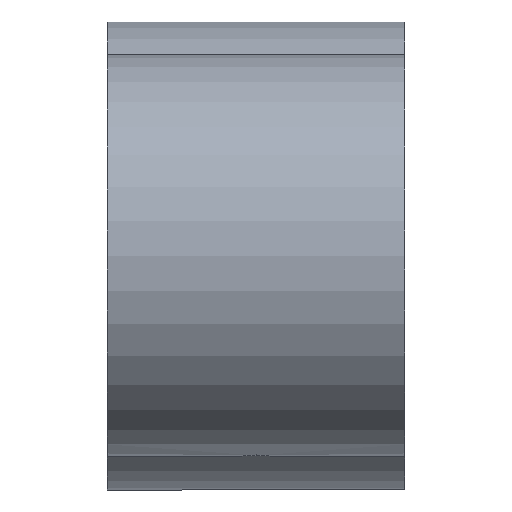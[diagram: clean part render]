
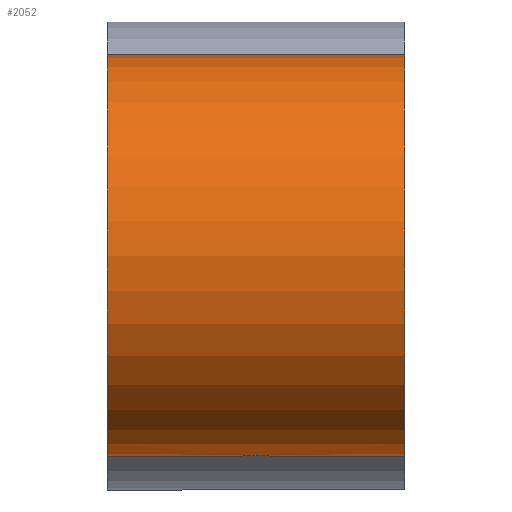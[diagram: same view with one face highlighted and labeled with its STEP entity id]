
A CAD part, left-side view. The second image highlights one B-rep face of the part: STEP entity #2052.
In plain terms, the highlighted cylindrical face has radius 17.145 mm (diameter 34.29 mm), a partial arc.
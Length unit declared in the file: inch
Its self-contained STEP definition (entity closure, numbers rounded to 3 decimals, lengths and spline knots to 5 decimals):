
#4 = VERTEX_POINT ( 'NONE', #530 ) ;
#36 = VERTEX_POINT ( 'NONE', #2229 ) ;
#71 = VERTEX_POINT ( 'NONE', #1481 ) ;
#110 = EDGE_CURVE ( 'NONE', #36, #672, #2396, .T. ) ;
#124 = CARTESIAN_POINT ( 'NONE',  ( -2.77192, 0.56452, -0.67466 ) ) ;
#143 = ORIENTED_EDGE ( 'NONE', *, *, #2020, .F. ) ;
#154 = EDGE_CURVE ( 'NONE', #929, #71, #1036, .T. ) ;
#177 = CARTESIAN_POINT ( 'NONE',  ( -2.81756, 0.49108, -0.67161 ) ) ;
#236 = DIRECTION ( 'NONE',  ( 0., 1., 0. ) ) ;
#317 = CARTESIAN_POINT ( 'NONE',  ( -2.75449, 0.568, -0.675 ) ) ;
#324 = CARTESIAN_POINT ( 'NONE',  ( -2.81619, 0.51791, -0.67176 ) ) ;
#345 = CARTESIAN_POINT ( 'NONE',  ( -2.75, 1., -0.675 ) ) ;
#374 = CARTESIAN_POINT ( 'NONE',  ( -2.818, 0.5, -0.67157 ) ) ;
#395 = DIRECTION ( 'NONE',  ( 0., -1., 0. ) ) ;
#419 = CARTESIAN_POINT ( 'NONE',  ( -2.75, 0.432, -0.675 ) ) ;
#426 = DIRECTION ( 'NONE',  ( 0., -1., 0. ) ) ;
#460 = ORIENTED_EDGE ( 'NONE', *, *, #110, .T. ) ;
#501 = ORIENTED_EDGE ( 'NONE', *, *, #2105, .T. ) ;
#530 = CARTESIAN_POINT ( 'NONE',  ( -2.75, 1., 0.675 ) ) ;
#564 = CARTESIAN_POINT ( 'NONE',  ( -2.80407, 0.45853, -0.67284 ) ) ;
#630 = CARTESIAN_POINT ( 'NONE',  ( -2.75, 1., 0. ) ) ;
#670 = CIRCLE ( 'NONE', #1510, 0.675 ) ;
#672 = VERTEX_POINT ( 'NONE', #1844 ) ;
#714 = CARTESIAN_POINT ( 'NONE',  ( -2.818, 0.50899, -0.67157 ) ) ;
#717 = DIRECTION ( 'NONE',  ( 0., 1., 0. ) ) ;
#734 = EDGE_CURVE ( 'NONE', #2039, #929, #1183, .T. ) ;
#819 = DIRECTION ( 'NONE',  ( 0., -1., 0. ) ) ;
#826 = VECTOR ( 'NONE', #426, 39.37008 ) ;
#893 = CARTESIAN_POINT ( 'NONE',  ( -2.78015, 0.56111, -0.67434 ) ) ;
#913 = CARTESIAN_POINT ( 'NONE',  ( -2.75891, 0.56756, -0.67496 ) ) ;
#929 = VERTEX_POINT ( 'NONE', #1454 ) ;
#952 = CARTESIAN_POINT ( 'NONE',  ( -2.8012, 0.45503, -0.67306 ) ) ;
#965 = B_SPLINE_CURVE_WITH_KNOTS ( 'NONE', 3,
 ( #1269, #317, #913, #2225, #124, #893, #1285, #2217, #1083, #1482, #1679, #324, #714, #2049 ),
 .UNSPECIFIED., .F., .F.,
 ( 4, 2, 2, 2, 2, 2, 4 ),
 ( 0.00811, 0.00844, 0.00878, 0.00912, 0.00946, 0.01013, 0.01081 ),
 .UNSPECIFIED. ) ;
#991 = CYLINDRICAL_SURFACE ( 'NONE', #2148, 0.675 ) ;
#1036 = CIRCLE ( 'NONE', #1417, 0.675 ) ;
#1083 = CARTESIAN_POINT ( 'NONE',  ( -2.79493, 0.55123, -0.67351 ) ) ;
#1109 = DIRECTION ( 'NONE',  ( 0., 0., 1. ) ) ;
#1111 = CARTESIAN_POINT ( 'NONE',  ( -2.80901, 0.46592, -0.67242 ) ) ;
#1112 = EDGE_CURVE ( 'NONE', #672, #1495, #965, .T. ) ;
#1114 = ORIENTED_EDGE ( 'NONE', *, *, #1929, .F. ) ;
#1183 = LINE ( 'NONE', #1563, #826 ) ;
#1240 = ORIENTED_EDGE ( 'NONE', *, *, #1112, .T. ) ;
#1262 = LINE ( 'NONE', #1924, #1655 ) ;
#1269 = CARTESIAN_POINT ( 'NONE',  ( -2.75, 0.568, -0.675 ) ) ;
#1285 = CARTESIAN_POINT ( 'NONE',  ( -2.78405, 0.55903, -0.67415 ) ) ;
#1313 = CARTESIAN_POINT ( 'NONE',  ( -2.81583, 0.48238, -0.67178 ) ) ;
#1326 = ORIENTED_EDGE ( 'NONE', *, *, #734, .T. ) ;
#1417 = AXIS2_PLACEMENT_3D ( 'NONE', #1469, #717, #1109 ) ;
#1454 = CARTESIAN_POINT ( 'NONE',  ( -2.75, 0., -0.675 ) ) ;
#1469 = CARTESIAN_POINT ( 'NONE',  ( -2.75, 0., 0. ) ) ;
#1481 = CARTESIAN_POINT ( 'NONE',  ( -2.75, 0., 0.675 ) ) ;
#1482 = CARTESIAN_POINT ( 'NONE',  ( -2.80434, 0.54183, -0.67284 ) ) ;
#1495 = VERTEX_POINT ( 'NONE', #2101 ) ;
#1506 = CARTESIAN_POINT ( 'NONE',  ( -2.78421, 0.44057, -0.67418 ) ) ;
#1510 = AXIS2_PLACEMENT_3D ( 'NONE', #1771, #236, #1555 ) ;
#1555 = DIRECTION ( 'NONE',  ( 0., 0., 1. ) ) ;
#1563 = CARTESIAN_POINT ( 'NONE',  ( -2.75, 1., -0.675 ) ) ;
#1619 = FACE_OUTER_BOUND ( 'NONE', #2291, .T. ) ;
#1655 = VECTOR ( 'NONE', #395, 39.37008 ) ;
#1679 = CARTESIAN_POINT ( 'NONE',  ( -2.8094, 0.53426, -0.67239 ) ) ;
#1692 = CARTESIAN_POINT ( 'NONE',  ( -2.818, 0.4955, -0.67157 ) ) ;
#1771 = CARTESIAN_POINT ( 'NONE',  ( -2.75, 1., 0. ) ) ;
#1786 = DIRECTION ( 'NONE',  ( 0., 0., -1. ) ) ;
#1844 = CARTESIAN_POINT ( 'NONE',  ( -2.75, 0.568, -0.675 ) ) ;
#1878 = CARTESIAN_POINT ( 'NONE',  ( -2.75, 0.432, -0.675 ) ) ;
#1881 = CARTESIAN_POINT ( 'NONE',  ( -2.79179, 0.44563, -0.67373 ) ) ;
#1899 = CARTESIAN_POINT ( 'NONE',  ( -2.76784, 0.43379, -0.67481 ) ) ;
#1905 = VECTOR ( 'NONE', #2417, 39.37008 ) ;
#1924 = CARTESIAN_POINT ( 'NONE',  ( -2.75, 1., 0.675 ) ) ;
#1929 = EDGE_CURVE ( 'NONE', #4, #71, #1262, .T. ) ;
#2020 = EDGE_CURVE ( 'NONE', #36, #4, #670, .T. ) ;
#2039 = VERTEX_POINT ( 'NONE', #419 ) ;
#2049 = CARTESIAN_POINT ( 'NONE',  ( -2.818, 0.5, -0.67157 ) ) ;
#2052 = ADVANCED_FACE ( 'NONE', ( #1619 ), #991, .T. ) ;
#2059 = CARTESIAN_POINT ( 'NONE',  ( -2.81452, 0.47806, -0.67191 ) ) ;
#2101 = CARTESIAN_POINT ( 'NONE',  ( -2.818, 0.5, -0.67157 ) ) ;
#2105 = EDGE_CURVE ( 'NONE', #1495, #2039, #2149, .T. ) ;
#2148 = AXIS2_PLACEMENT_3D ( 'NONE', #630, #819, #1786 ) ;
#2149 = B_SPLINE_CURVE_WITH_KNOTS ( 'NONE', 3,
 ( #374, #1692, #177, #1313, #2059, #2458, #1111, #564, #952, #1881, #1506, #1899, #2450, #1878 ),
 .UNSPECIFIED., .F., .F.,
 ( 4, 2, 2, 2, 2, 2, 4 ),
 ( 0., 0.00034, 0.00068, 0.00101, 0.00135, 0.00203, 0.0027 ),
 .UNSPECIFIED. ) ;
#2217 = CARTESIAN_POINT ( 'NONE',  ( -2.79144, 0.5541, -0.67374 ) ) ;
#2225 = CARTESIAN_POINT ( 'NONE',  ( -2.7676, 0.56583, -0.67478 ) ) ;
#2229 = CARTESIAN_POINT ( 'NONE',  ( -2.75, 1., -0.675 ) ) ;
#2291 = EDGE_LOOP ( 'NONE', ( #1114, #143, #460, #1240, #501, #1326, #2317 ) ) ;
#2317 = ORIENTED_EDGE ( 'NONE', *, *, #154, .T. ) ;
#2396 = LINE ( 'NONE', #345, #1905 ) ;
#2417 = DIRECTION ( 'NONE',  ( 0., -1., 0. ) ) ;
#2450 = CARTESIAN_POINT ( 'NONE',  ( -2.75888, 0.432, -0.675 ) ) ;
#2458 = CARTESIAN_POINT ( 'NONE',  ( -2.8111, 0.46983, -0.67223 ) ) ;
